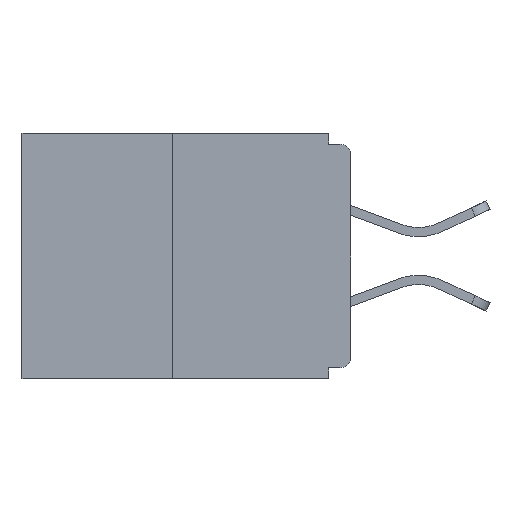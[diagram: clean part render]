
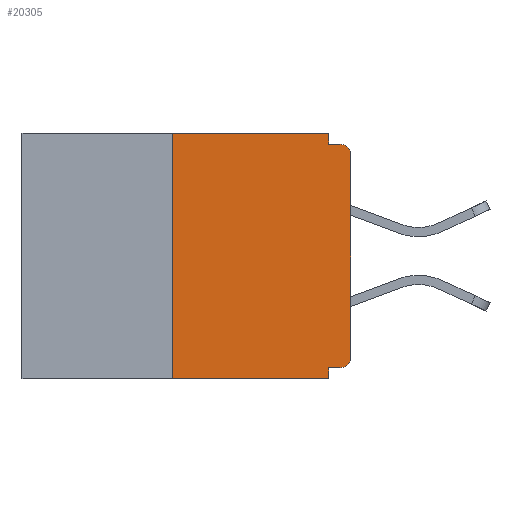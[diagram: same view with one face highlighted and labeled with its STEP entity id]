
A CAD part, left-side view. The second image highlights one B-rep face of the part: STEP entity #20305.
In plain terms, the highlighted planar face has unit normal (-1, 0, 0).
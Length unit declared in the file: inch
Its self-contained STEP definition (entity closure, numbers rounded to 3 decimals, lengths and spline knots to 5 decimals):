
#149 = LINE ( 'NONE', #10629, #3117 ) ;
#269 = DIRECTION ( 'NONE',  ( 0., -1., 0. ) ) ;
#520 = EDGE_CURVE ( 'NONE', #8670, #14373, #10902, .T. ) ;
#1350 = DIRECTION ( 'NONE',  ( 1., 0., 0. ) ) ;
#1882 = EDGE_CURVE ( 'NONE', #4442, #9761, #149, .T. ) ;
#1950 = EDGE_CURVE ( 'NONE', #16599, #14373, #13265, .T. ) ;
#1994 = CARTESIAN_POINT ( 'NONE',  ( 0., 0.031, 0. ) ) ;
#2597 = CARTESIAN_POINT ( 'NONE',  ( 0., 0.25, 0. ) ) ;
#3117 = VECTOR ( 'NONE', #10718, 39.37008 ) ;
#3892 = ORIENTED_EDGE ( 'NONE', *, *, #23160, .T. ) ;
#4022 = CARTESIAN_POINT ( 'NONE',  ( 0., 0.46, -0.343 ) ) ;
#4442 = VERTEX_POINT ( 'NONE', #5758 ) ;
#5758 = CARTESIAN_POINT ( 'NONE',  ( 0., 0.25, -0.343 ) ) ;
#6016 = LINE ( 'NONE', #4022, #23966 ) ;
#6434 = CARTESIAN_POINT ( 'NONE',  ( 0., 0.015, -0.03 ) ) ;
#6797 = CARTESIAN_POINT ( 'NONE',  ( 0., 0., 0. ) ) ;
#7082 = DIRECTION ( 'NONE',  ( 0., 0., -1. ) ) ;
#7119 = VERTEX_POINT ( 'NONE', #1994 ) ;
#7344 = AXIS2_PLACEMENT_3D ( 'NONE', #21517, #21431, #23384 ) ;
#7904 = DIRECTION ( 'NONE',  ( 0., -1., 0. ) ) ;
#8134 = VERTEX_POINT ( 'NONE', #23104 ) ;
#8428 = CARTESIAN_POINT ( 'NONE',  ( 0., 0.031, -0.343 ) ) ;
#8461 = ORIENTED_EDGE ( 'NONE', *, *, #1882, .F. ) ;
#8670 = VERTEX_POINT ( 'NONE', #11372 ) ;
#8894 = VECTOR ( 'NONE', #23482, 39.37008 ) ;
#9236 = LINE ( 'NONE', #18676, #14946 ) ;
#9416 = CARTESIAN_POINT ( 'NONE',  ( 0., 0.015, -0.015 ) ) ;
#9636 = CARTESIAN_POINT ( 'NONE',  ( 0., 0., -0.328 ) ) ;
#9701 = FACE_OUTER_BOUND ( 'NONE', #22089, .T. ) ;
#9761 = VERTEX_POINT ( 'NONE', #2597 ) ;
#10229 = ORIENTED_EDGE ( 'NONE', *, *, #19890, .F. ) ;
#10325 = CARTESIAN_POINT ( 'NONE',  ( 0., 0.015, -0.328 ) ) ;
#10629 = CARTESIAN_POINT ( 'NONE',  ( 0., 0.25, 0. ) ) ;
#10704 = ORIENTED_EDGE ( 'NONE', *, *, #1950, .F. ) ;
#10718 = DIRECTION ( 'NONE',  ( 0., 0., 1. ) ) ;
#10808 = PLANE ( 'NONE',  #24789 ) ;
#10902 = CIRCLE ( 'NONE', #18100, 0.015 ) ;
#11372 = CARTESIAN_POINT ( 'NONE',  ( 0., 0., -0.03 ) ) ;
#11444 = VECTOR ( 'NONE', #20457, 39.37008 ) ;
#11559 = CARTESIAN_POINT ( 'NONE',  ( 0., 0.46, 0. ) ) ;
#11804 = EDGE_CURVE ( 'NONE', #23035, #19620, #14065, .T. ) ;
#12036 = VECTOR ( 'NONE', #20385, 39.37008 ) ;
#12425 = EDGE_CURVE ( 'NONE', #19620, #23004, #9236, .T. ) ;
#12552 = CARTESIAN_POINT ( 'NONE',  ( 0., 0., -0.015 ) ) ;
#12686 = CIRCLE ( 'NONE', #7344, 0.015 ) ;
#13265 = LINE ( 'NONE', #12552, #11444 ) ;
#14065 = LINE ( 'NONE', #9636, #21834 ) ;
#14373 = VERTEX_POINT ( 'NONE', #9416 ) ;
#14909 = CARTESIAN_POINT ( 'NONE',  ( 0., 0.031, -0.015 ) ) ;
#14946 = VECTOR ( 'NONE', #24534, 39.37008 ) ;
#15057 = LINE ( 'NONE', #6797, #12036 ) ;
#15152 = EDGE_CURVE ( 'NONE', #4442, #23004, #6016, .T. ) ;
#15190 = DIRECTION ( 'NONE',  ( 0., 0., -1. ) ) ;
#15489 = LINE ( 'NONE', #17459, #8894 ) ;
#16364 = DIRECTION ( 'NONE',  ( -1., 0., 0. ) ) ;
#16599 = VERTEX_POINT ( 'NONE', #14909 ) ;
#17459 = CARTESIAN_POINT ( 'NONE',  ( 0., 0.031, 0. ) ) ;
#17467 = ORIENTED_EDGE ( 'NONE', *, *, #22690, .F. ) ;
#17663 = ORIENTED_EDGE ( 'NONE', *, *, #12425, .F. ) ;
#17828 = ORIENTED_EDGE ( 'NONE', *, *, #520, .T. ) ;
#18097 = LINE ( 'NONE', #11559, #24720 ) ;
#18100 = AXIS2_PLACEMENT_3D ( 'NONE', #6434, #16364, #15190 ) ;
#18676 = CARTESIAN_POINT ( 'NONE',  ( 0., 0.031, -0.343 ) ) ;
#19597 = ORIENTED_EDGE ( 'NONE', *, *, #15152, .T. ) ;
#19620 = VERTEX_POINT ( 'NONE', #22548 ) ;
#19890 = EDGE_CURVE ( 'NONE', #7119, #16599, #15489, .T. ) ;
#20305 = ADVANCED_FACE ( 'NONE', ( #9701 ), #10808, .F. ) ;
#20340 = ORIENTED_EDGE ( 'NONE', *, *, #22930, .T. ) ;
#20385 = DIRECTION ( 'NONE',  ( 0., 0., 1. ) ) ;
#20457 = DIRECTION ( 'NONE',  ( 0., -1., 0. ) ) ;
#20868 = DIRECTION ( 'NONE',  ( 0., 1., 0. ) ) ;
#21431 = DIRECTION ( 'NONE',  ( -1., 0., 0. ) ) ;
#21517 = CARTESIAN_POINT ( 'NONE',  ( 0., 0.015, -0.313 ) ) ;
#21834 = VECTOR ( 'NONE', #20868, 39.37008 ) ;
#22089 = EDGE_LOOP ( 'NONE', ( #17467, #8461, #19597, #17663, #23210, #20340, #3892, #17828, #10704, #10229 ) ) ;
#22548 = CARTESIAN_POINT ( 'NONE',  ( 0., 0.031, -0.328 ) ) ;
#22690 = EDGE_CURVE ( 'NONE', #9761, #7119, #18097, .T. ) ;
#22930 = EDGE_CURVE ( 'NONE', #23035, #8134, #12686, .T. ) ;
#23004 = VERTEX_POINT ( 'NONE', #8428 ) ;
#23035 = VERTEX_POINT ( 'NONE', #10325 ) ;
#23104 = CARTESIAN_POINT ( 'NONE',  ( 0., 0., -0.313 ) ) ;
#23160 = EDGE_CURVE ( 'NONE', #8134, #8670, #15057, .T. ) ;
#23210 = ORIENTED_EDGE ( 'NONE', *, *, #11804, .F. ) ;
#23384 = DIRECTION ( 'NONE',  ( 0., 0., -1. ) ) ;
#23482 = DIRECTION ( 'NONE',  ( 0., 0., -1. ) ) ;
#23966 = VECTOR ( 'NONE', #269, 39.37008 ) ;
#24251 = CARTESIAN_POINT ( 'NONE',  ( 0., 0.46, 0. ) ) ;
#24534 = DIRECTION ( 'NONE',  ( 0., 0., -1. ) ) ;
#24720 = VECTOR ( 'NONE', #7904, 39.37008 ) ;
#24789 = AXIS2_PLACEMENT_3D ( 'NONE', #24251, #1350, #7082 ) ;
